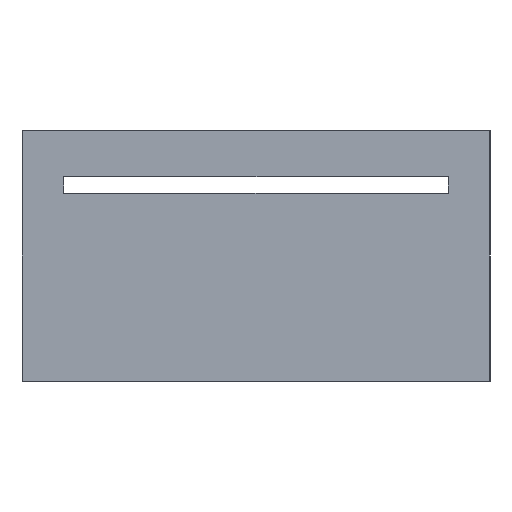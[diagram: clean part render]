
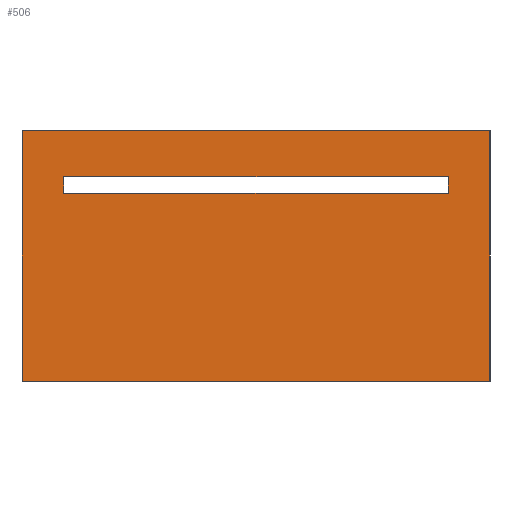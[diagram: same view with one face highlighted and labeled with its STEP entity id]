
A CAD part, left-side view. The second image highlights one B-rep face of the part: STEP entity #506.
In plain terms, the highlighted planar face has unit normal (-1, 0, 0).
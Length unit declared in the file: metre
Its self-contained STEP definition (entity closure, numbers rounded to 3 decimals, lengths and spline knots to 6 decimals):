
#40=ORIENTED_EDGE('',*,*,#183,.T.);
#41=ORIENTED_EDGE('',*,*,#184,.T.);
#42=ORIENTED_EDGE('',*,*,#185,.T.);
#43=ORIENTED_EDGE('',*,*,#186,.T.);
#44=ORIENTED_EDGE('',*,*,#187,.F.);
#45=ORIENTED_EDGE('',*,*,#188,.F.);
#46=ORIENTED_EDGE('',*,*,#189,.T.);
#47=ORIENTED_EDGE('',*,*,#181,.T.);
#181=EDGE_CURVE('',#253,#252,#301,.T.);
#183=EDGE_CURVE('',#254,#255,#303,.T.);
#184=EDGE_CURVE('',#255,#256,#304,.T.);
#185=EDGE_CURVE('',#256,#257,#305,.T.);
#186=EDGE_CURVE('',#257,#254,#306,.T.);
#187=EDGE_CURVE('',#258,#252,#307,.T.);
#188=EDGE_CURVE('',#259,#258,#308,.T.);
#189=EDGE_CURVE('',#259,#253,#309,.T.);
#252=VERTEX_POINT('',#739);
#253=VERTEX_POINT('',#741);
#254=VERTEX_POINT('',#745);
#255=VERTEX_POINT('',#746);
#256=VERTEX_POINT('',#748);
#257=VERTEX_POINT('',#750);
#258=VERTEX_POINT('',#753);
#259=VERTEX_POINT('',#755);
#301=LINE('',#740,#373);
#303=LINE('',#744,#375);
#304=LINE('',#747,#376);
#305=LINE('',#749,#377);
#306=LINE('',#751,#378);
#307=LINE('',#752,#379);
#308=LINE('',#754,#380);
#309=LINE('',#756,#381);
#373=VECTOR('',#600,1.);
#375=VECTOR('',#604,1.);
#376=VECTOR('',#605,1.);
#377=VECTOR('',#606,1.);
#378=VECTOR('',#607,1.);
#379=VECTOR('',#608,1.);
#380=VECTOR('',#609,1.);
#381=VECTOR('',#610,1.);
#427=EDGE_LOOP('',(#40,#41,#42,#43));
#428=EDGE_LOOP('',(#44,#45,#46,#47));
#455=FACE_BOUND('',#427,.T.);
#456=FACE_BOUND('',#428,.T.);
#482=PLANE('',#543);
#506=ADVANCED_FACE('',(#455,#456),#482,.T.);
#543=AXIS2_PLACEMENT_3D('',#743,#602,#603);
#600=DIRECTION('',(0.,0.,-1.));
#602=DIRECTION('',(-1.,0.,0.));
#603=DIRECTION('',(0.,-1.,0.));
#604=DIRECTION('',(0.,1.,0.));
#605=DIRECTION('',(0.,0.,1.));
#606=DIRECTION('',(0.,-1.,0.));
#607=DIRECTION('',(0.,0.,-1.));
#608=DIRECTION('',(0.,1.,0.));
#609=DIRECTION('',(0.,0.,-1.));
#610=DIRECTION('',(0.,1.,0.));
#739=CARTESIAN_POINT('',(0.,0.112,0.));
#740=CARTESIAN_POINT('',(0.,0.112,0.01));
#741=CARTESIAN_POINT('',(0.,0.112,0.06));
#743=CARTESIAN_POINT('',(0.,0.061,0.01));
#744=CARTESIAN_POINT('',(0.,0.056,0.045));
#745=CARTESIAN_POINT('',(0.,0.01,0.045));
#746=CARTESIAN_POINT('',(0.,0.102,0.045));
#747=CARTESIAN_POINT('',(0.,0.102,0.047));
#748=CARTESIAN_POINT('',(0.,0.102,0.049));
#749=CARTESIAN_POINT('',(0.,0.056,0.049));
#750=CARTESIAN_POINT('',(0.,0.01,0.049));
#751=CARTESIAN_POINT('',(0.,0.01,0.047));
#752=CARTESIAN_POINT('',(0.,0.061,0.));
#753=CARTESIAN_POINT('',(0.,0.,0.));
#754=CARTESIAN_POINT('',(0.,0.,0.01));
#755=CARTESIAN_POINT('',(0.,0.,0.06));
#756=CARTESIAN_POINT('',(0.,0.061,0.06));
